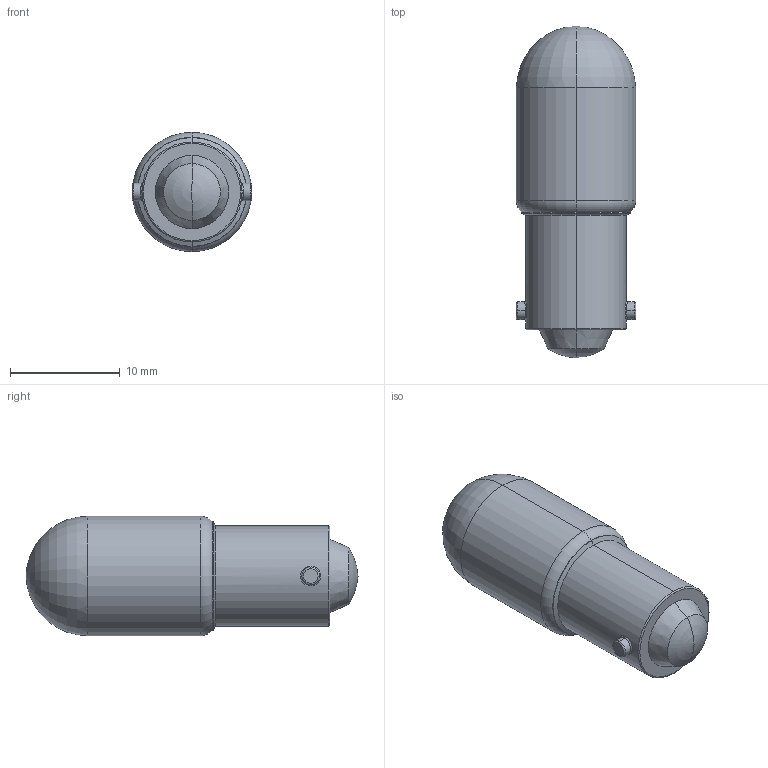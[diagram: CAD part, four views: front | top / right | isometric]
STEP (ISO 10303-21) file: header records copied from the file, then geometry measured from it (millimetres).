
FILE_DESCRIPTION (( 'STEP AP203' ), '1' );
FILE_NAME ('8-3995-10.STEP', '2017-03-14T18:37:22', ( '' ), ( '' ), 'SwSTEP 2.0', 'SolidWorks 2016', '' );
FILE_SCHEMA (( 'CONFIG_CONTROL_DESIGN' ));
Length unit declared in the file: inch
Products named in the file (1): 8-3995-10
Bounding box: 10.87 x 30.23 x 10.87 mm (x, y, z)
Volume: 759.4 mm3; surface area: 1919.3 mm2
Topology: 2 solids, 3 shells, 196 faces, 497 edges, 302 vertices
Faces by surface type: torus 52, cylinder 49, plane 44, bspline 39, cone 12
Entity records: 8136 total; most frequent: CARTESIAN_POINT 3474, DIRECTION 990, ORIENTED_EDGE 970, EDGE_CURVE 485, AXIS2_PLACEMENT_3D 427, VERTEX_POINT 303, CIRCLE 269, EDGE_LOOP 216
